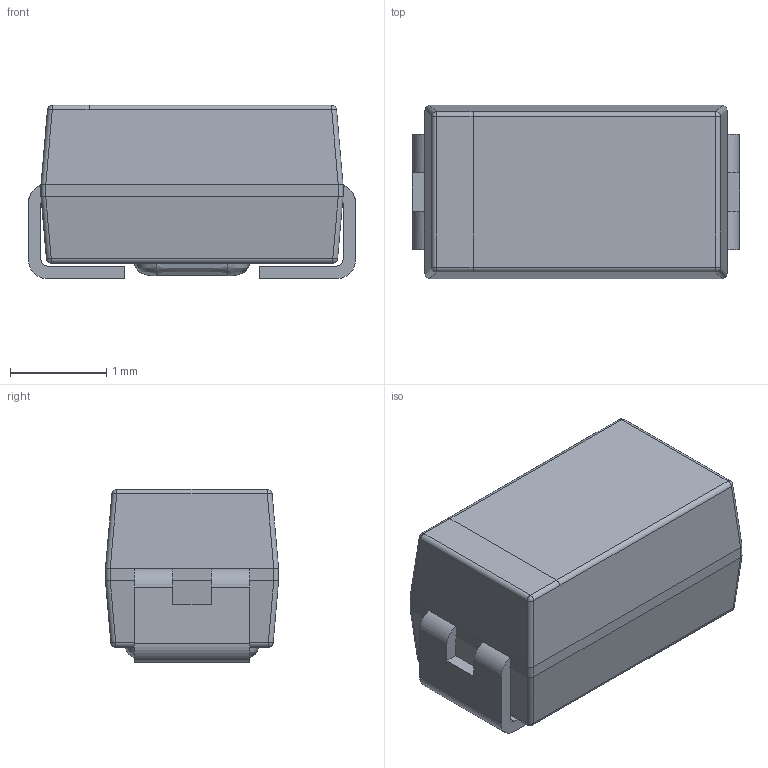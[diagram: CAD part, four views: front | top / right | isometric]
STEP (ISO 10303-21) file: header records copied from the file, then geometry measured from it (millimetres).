
FILE_DESCRIPTION (( 'STEP AP214' ), '1' );
FILE_NAME ('CAPM-TANTA-YL.STEP', '2020-10-30T06:47:40', ( '' ), ( '' ), 'SwSTEP 2.0', 'SolidWorks 2020', '' );
FILE_SCHEMA (( 'AUTOMOTIVE_DESIGN' ));
Length unit declared in the file: millimetre
Products named in the file (1): CAPM-TANTA-YL
Bounding box: 3.4 x 1.8 x 1.8 mm (x, y, z)
Volume: 9.5 mm3; surface area: 36.8 mm2
Topology: 3 solids, 3 shells, 90 faces, 223 edges, 128 vertices
Faces by surface type: plane 44, cylinder 30, bspline 16
Entity records: 2999 total; most frequent: CARTESIAN_POINT 902, ORIENTED_EDGE 430, DIRECTION 383, EDGE_CURVE 215, LINE 141, VECTOR 141, VERTEX_POINT 128, AXIS2_PLACEMENT_3D 121
